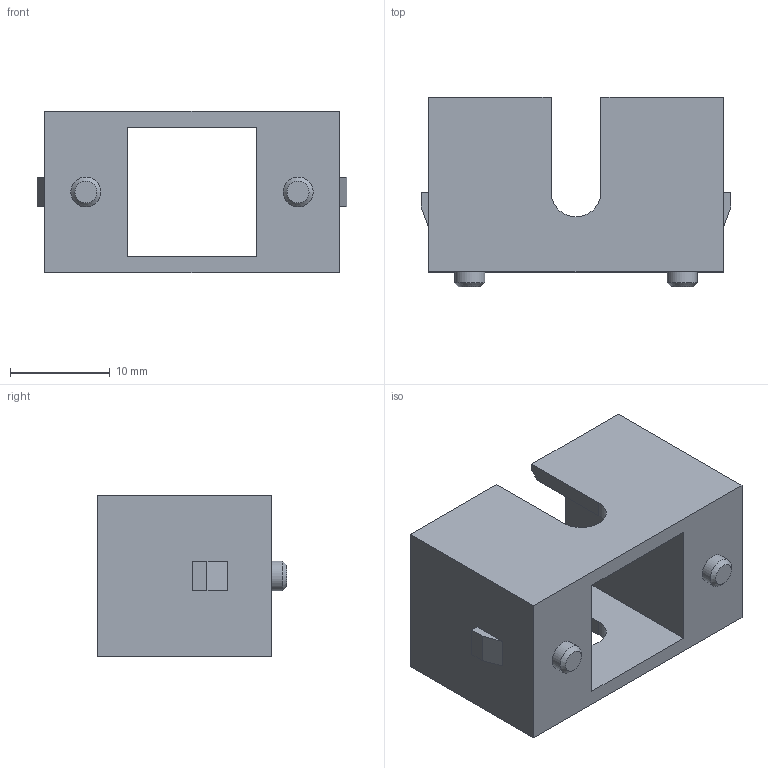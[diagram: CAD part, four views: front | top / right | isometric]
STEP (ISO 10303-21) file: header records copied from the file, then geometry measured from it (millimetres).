
FILE_DESCRIPTION(/* description */ (''),/* implementation_level */ '2;1');
FILE_NAME(/* name */ 'Cuvette_holder.stp',/* time_stamp */ '2018-10-23T15:12:50+08:00',/* author */ ('xl0'),/* organization */ (''),/* preprocessor_version */ 'ST-DEVELOPER v16.13',/* originating_system */ 'Autodesk Inventor 2018',/* authorisation */ '');
FILE_SCHEMA (('AUTOMOTIVE_DESIGN { 1 0 10303 214 3 1 1 }'));
Length unit declared in the file: millimetre
Products named in the file (2): Cuvette_holder; Cuvette_holder_base
Assembly tree (1 placements, depth 2):
  Cuvette_holder
    Cuvette_holder_base
Bounding box: 31 x 19 x 16.2 mm (x, y, z)
Volume: 5239.4 mm3; surface area: 2984.4 mm2
Topology: 1 solids, 1 shells, 39 faces, 96 edges, 62 vertices
Faces by surface type: plane 33, cylinder 4, cone 2
Full cylindrical faces by diameter (mm): 3 x2
Entity records: 1197 total; most frequent: CARTESIAN_POINT 197, DIRECTION 188, ORIENTED_EDGE 184, EDGE_CURVE 92, LINE 82, VECTOR 82, VERTEX_POINT 62, AXIS2_PLACEMENT_3D 53
